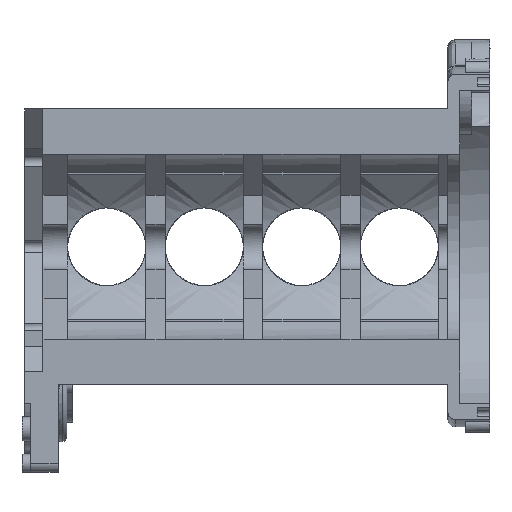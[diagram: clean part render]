
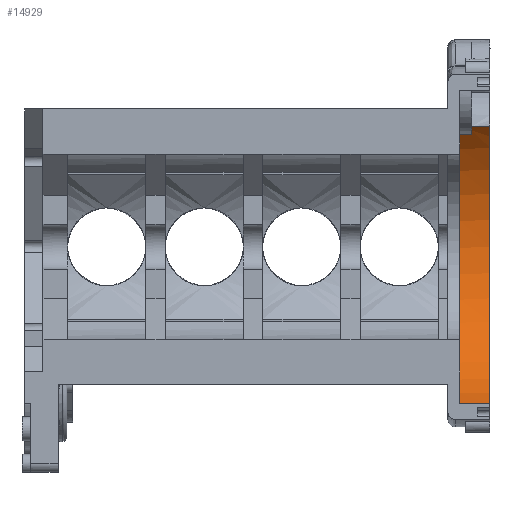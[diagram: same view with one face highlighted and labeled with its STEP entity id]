
A CAD part, front view. The second image highlights one B-rep face of the part: STEP entity #14929.
In plain terms, the highlighted free-form (B-spline) face has degree [2, 1] with [5, 2] control points.
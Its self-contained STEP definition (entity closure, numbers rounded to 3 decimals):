
#14929 = ADVANCED_FACE('',(#14930),#14981,.T.);
#14930 = FACE_BOUND('',#14931,.T.);
#14931 = EDGE_LOOP('',(#14932,#14941,#14949,#14956,#14966,#14973));
#14932 = ORIENTED_EDGE('',*,*,#14933,.T.);
#14933 = EDGE_CURVE('',#14934,#14936,#14938,.T.);
#14934 = VERTEX_POINT('',#14935);
#14935 = CARTESIAN_POINT('',(13318.732,9164.107,
    6766.995));
#14936 = VERTEX_POINT('',#14937);
#14937 = CARTESIAN_POINT('',(12307.183,9164.107,
    6766.995));
#14938 = B_SPLINE_CURVE_WITH_KNOTS('',1,(#14939,#14940),.UNSPECIFIED.,
  .F.,.F.,(2,2),(0.,762.),.PIECEWISE_BEZIER_KNOTS.);
#14939 = CARTESIAN_POINT('',(13318.732,9164.107,
    6766.995));
#14940 = CARTESIAN_POINT('',(12307.183,9164.107,
    6766.995));
#14941 = ORIENTED_EDGE('',*,*,#14942,.T.);
#14942 = EDGE_CURVE('',#14936,#14943,#14945,.T.);
#14943 = VERTEX_POINT('',#14944);
#14944 = CARTESIAN_POINT('',(12307.183,9406.234,
    6533.279));
#14945 = ( BOUNDED_CURVE() B_SPLINE_CURVE(2,(#14946,#14947,#14948),
.UNSPECIFIED.,.F.,.F.) B_SPLINE_CURVE_WITH_KNOTS((3,3),(
    0.,0.036),.PIECEWISE_BEZIER_KNOTS.) 
CURVE() GEOMETRIC_REPRESENTATION_ITEM() RATIONAL_B_SPLINE_CURVE((1.,
1.,1.)) REPRESENTATION_ITEM('') );
#14946 = CARTESIAN_POINT('',(12307.183,9164.107,
    6766.995));
#14947 = CARTESIAN_POINT('',(12307.183,9287.298,
    6652.341));
#14948 = CARTESIAN_POINT('',(12307.183,9406.234,
    6533.279));
#14949 = ORIENTED_EDGE('',*,*,#14950,.T.);
#14950 = EDGE_CURVE('',#14943,#14951,#14953,.T.);
#14951 = VERTEX_POINT('',#14952);
#14952 = CARTESIAN_POINT('',(11632.816,9406.234,
    6533.279));
#14953 = B_SPLINE_CURVE_WITH_KNOTS('',1,(#14954,#14955),.UNSPECIFIED.,
  .F.,.F.,(2,2),(0.,508.),.PIECEWISE_BEZIER_KNOTS.);
#14954 = CARTESIAN_POINT('',(12307.183,9406.234,
    6533.279));
#14955 = CARTESIAN_POINT('',(11632.816,9406.234,
    6533.279));
#14956 = ORIENTED_EDGE('',*,*,#14957,.T.);
#14957 = EDGE_CURVE('',#14951,#14958,#14960,.T.);
#14958 = VERTEX_POINT('',#14959);
#14959 = CARTESIAN_POINT('',(11632.816,0.,
    -8788.822));
#14960 = ( BOUNDED_CURVE() B_SPLINE_CURVE(2,(#14961,#14962,#14963,#14964
,#14965),.UNSPECIFIED.,.F.,.F.) B_SPLINE_CURVE_WITH_KNOTS((3,2,3),(0.,
1.335,2.671),.PIECEWISE_BEZIER_KNOTS.) CURVE() 
GEOMETRIC_REPRESENTATION_ITEM() RATIONAL_B_SPLINE_CURVE((1.,
0.785,1.,0.785,1.)) REPRESENTATION_ITEM('') );
#14961 = CARTESIAN_POINT('',(11632.816,9406.234,
    6533.279));
#14962 = CARTESIAN_POINT('',(11632.816,14558.091,
    1375.982));
#14963 = CARTESIAN_POINT('',(11632.816,10744.285,
    -4836.443));
#14964 = CARTESIAN_POINT('',(11632.816,6930.479,
    -11048.868));
#14965 = CARTESIAN_POINT('',(11632.816,0.,
    -8788.822));
#14966 = ORIENTED_EDGE('',*,*,#14967,.T.);
#14967 = EDGE_CURVE('',#14958,#14968,#14970,.T.);
#14968 = VERTEX_POINT('',#14969);
#14969 = CARTESIAN_POINT('',(13318.732,0.,
    -8788.822));
#14970 = B_SPLINE_CURVE_WITH_KNOTS('',1,(#14971,#14972),.UNSPECIFIED.,
  .F.,.F.,(2,2),(0.,1270.),.PIECEWISE_BEZIER_KNOTS.);
#14971 = CARTESIAN_POINT('',(11632.816,0.,-8788.822)
  );
#14972 = CARTESIAN_POINT('',(13318.732,0.,
    -8788.822));
#14973 = ORIENTED_EDGE('',*,*,#14974,.T.);
#14974 = EDGE_CURVE('',#14968,#14934,#14975,.T.);
#14975 = ( BOUNDED_CURVE() B_SPLINE_CURVE(2,(#14976,#14977,#14978,#14979
,#14980),.UNSPECIFIED.,.F.,.F.) B_SPLINE_CURVE_WITH_KNOTS((3,2,3),(0.,
1.354,2.707),.PIECEWISE_BEZIER_KNOTS.) CURVE() 
GEOMETRIC_REPRESENTATION_ITEM() RATIONAL_B_SPLINE_CURVE((1.,
0.78,1.,0.78,1.)) REPRESENTATION_ITEM('') );
#14976 = CARTESIAN_POINT('',(13318.732,0.,
    -8788.822));
#14977 = CARTESIAN_POINT('',(13318.732,7061.15,
    -11091.48));
#14978 = CARTESIAN_POINT('',(13318.732,10831.011,
    -4692.245));
#14979 = CARTESIAN_POINT('',(13318.732,14600.873,
    1706.991));
#14980 = CARTESIAN_POINT('',(13318.732,9164.107,
    6766.995));
#14981 = ( BOUNDED_SURFACE() B_SPLINE_SURFACE(2,1,(
    (#14982,#14983)
    ,(#14984,#14985)
    ,(#14986,#14987)
    ,(#14988,#14989)
    ,(#14990,#14991
)),.UNSPECIFIED.,.F.,.F.,.F.) B_SPLINE_SURFACE_WITH_KNOTS((3,2,3),(2,2),
  (1.14,2.494,3.847),(25.4,
1295.4),.PIECEWISE_BEZIER_KNOTS.) GEOMETRIC_REPRESENTATION_ITEM() 
RATIONAL_B_SPLINE_SURFACE((
    (1.,1.)
    ,(0.78,0.78)
    ,(1.,1.)
    ,(0.78,0.78)
,(1.,1.))) REPRESENTATION_ITEM('') SURFACE() );
#14982 = CARTESIAN_POINT('',(11632.816,9164.107,
    6766.995));
#14983 = CARTESIAN_POINT('',(13318.732,9164.107,
    6766.995));
#14984 = CARTESIAN_POINT('',(11632.816,14600.873,
    1706.991));
#14985 = CARTESIAN_POINT('',(13318.732,14600.873,
    1706.991));
#14986 = CARTESIAN_POINT('',(11632.816,10831.011,
    -4692.245));
#14987 = CARTESIAN_POINT('',(13318.732,10831.011,
    -4692.245));
#14988 = CARTESIAN_POINT('',(11632.816,7061.15,
    -11091.48));
#14989 = CARTESIAN_POINT('',(13318.732,7061.15,
    -11091.48));
#14990 = CARTESIAN_POINT('',(11632.816,0.,
    -8788.822));
#14991 = CARTESIAN_POINT('',(13318.732,0.,
    -8788.822));
